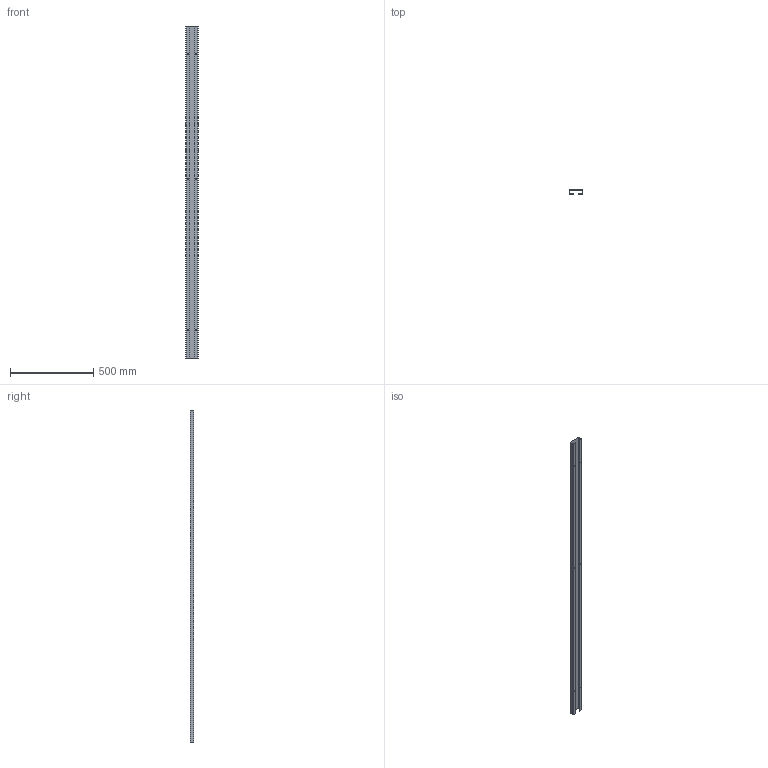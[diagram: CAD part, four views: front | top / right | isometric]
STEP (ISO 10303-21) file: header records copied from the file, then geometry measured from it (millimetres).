
FILE_DESCRIPTION (( 'STEP AP203' ), '1' );
FILE_NAME ('Lamelle-Vario-2a_V2_2000x75x23.STEP', '2023-12-11T09:58:45', ( '' ), ( '' ), 'SwSTEP 2.0', 'SolidWorks 2020', '' );
FILE_SCHEMA (( 'CONFIG_CONTROL_DESIGN' ));
Length unit declared in the file: millimetre
Products named in the file (1): Lamelle-Vario-2a_V2_2000x75x23
Bounding box: 75 x 23 x 2000 mm (x, y, z)
Volume: 156786 mm3; surface area: 629352.3 mm2
Topology: 1 solids, 1 shells, 62 faces, 156 edges, 96 vertices
Faces by surface type: plane 42, cylinder 20
Entity records: 1929 total; most frequent: DIRECTION 322, CARTESIAN_POINT 315, ORIENTED_EDGE 312, EDGE_CURVE 156, LINE 116, VECTOR 116, AXIS2_PLACEMENT_3D 103, VERTEX_POINT 96
